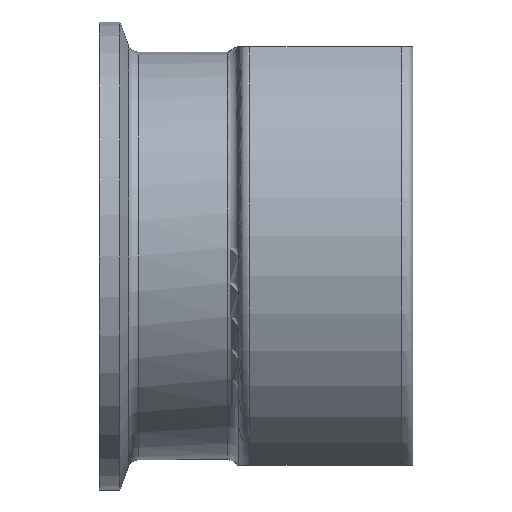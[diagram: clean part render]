
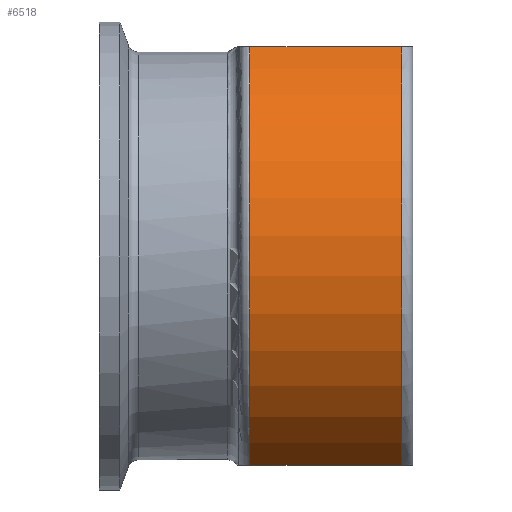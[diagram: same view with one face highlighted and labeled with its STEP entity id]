
A CAD part, front view. The second image highlights one B-rep face of the part: STEP entity #6518.
In plain terms, the highlighted cylindrical face has radius 32.766 mm (diameter 65.532 mm), a partial arc.
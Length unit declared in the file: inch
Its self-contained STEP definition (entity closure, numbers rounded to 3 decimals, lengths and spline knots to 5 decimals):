
#783=FACE_OUTER_BOUND('',#1191,.T.);
#1191=EDGE_LOOP('',(#6085,#6086,#6087,#6088));
#1694=CIRCLE('',#6921,1.29);
#1695=CIRCLE('',#6923,1.29);
#2124=LINE('',#14163,#2556);
#2126=LINE('',#14194,#2558);
#2556=VECTOR('',#8065,0.817);
#2558=VECTOR('',#8069,0.817);
#3178=VERTEX_POINT('',#14099);
#3184=VERTEX_POINT('',#14152);
#3187=VERTEX_POINT('',#14180);
#3188=VERTEX_POINT('',#14193);
#4139=EDGE_CURVE('',#3178,#3184,#2124,.T.);
#4143=EDGE_CURVE('',#3188,#3187,#2126,.T.);
#4170=EDGE_CURVE('',#3178,#3187,#1694,.T.);
#4171=EDGE_CURVE('',#3188,#3184,#1695,.T.);
#6085=ORIENTED_EDGE('',*,*,#4139,.T.);
#6086=ORIENTED_EDGE('',*,*,#4171,.F.);
#6087=ORIENTED_EDGE('',*,*,#4143,.T.);
#6088=ORIENTED_EDGE('',*,*,#4170,.F.);
#6134=CYLINDRICAL_SURFACE('',#6922,1.29);
#6518=ADVANCED_FACE('',(#783),#6134,.T.);
#6921=AXIS2_PLACEMENT_3D('',#14290,#8152,#8153);
#6922=AXIS2_PLACEMENT_3D('',#14291,#8154,#8155);
#6923=AXIS2_PLACEMENT_3D('',#14292,#8156,#8157);
#8065=DIRECTION('',(-1.,0.,0.));
#8069=DIRECTION('',(1.,0.,0.));
#8152=DIRECTION('center_axis',(1.,0.,0.));
#8153=DIRECTION('ref_axis',(0.,-1.,0.));
#8154=DIRECTION('center_axis',(1.,0.,0.));
#8155=DIRECTION('ref_axis',(0.,1.,0.));
#8156=DIRECTION('center_axis',(-1.,0.,0.));
#8157=DIRECTION('ref_axis',(0.,-1.,0.));
#14099=CARTESIAN_POINT('',(1.627,-0.63125,1.125));
#14152=CARTESIAN_POINT('',(0.81,-0.63125,1.125));
#14163=CARTESIAN_POINT('',(1.2185,-0.63125,1.125));
#14180=CARTESIAN_POINT('',(1.627,-0.63125,-1.125));
#14193=CARTESIAN_POINT('',(0.81,-0.63125,-1.125));
#14194=CARTESIAN_POINT('',(1.2185,-0.63125,-1.125));
#14290=CARTESIAN_POINT('Origin',(1.627,0.,0.));
#14291=CARTESIAN_POINT('Origin',(1.2185,0.,0.));
#14292=CARTESIAN_POINT('Origin',(0.81,0.,0.));
